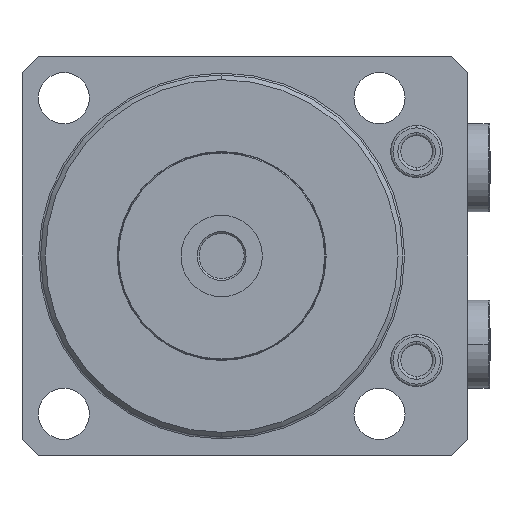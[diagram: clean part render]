
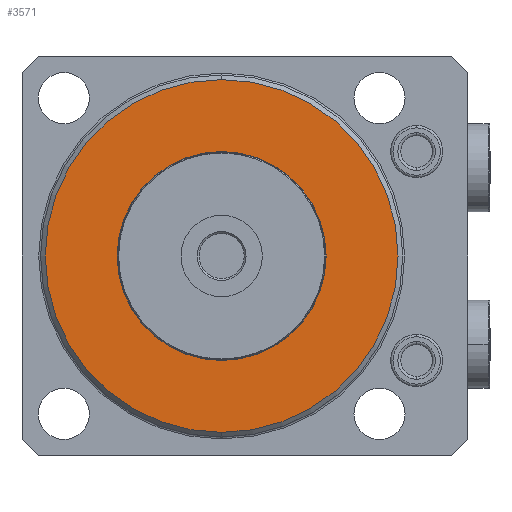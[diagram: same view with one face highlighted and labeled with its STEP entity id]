
A CAD part, front view. The second image highlights one B-rep face of the part: STEP entity #3571.
In plain terms, the highlighted planar face has unit normal (0, -1, 0).
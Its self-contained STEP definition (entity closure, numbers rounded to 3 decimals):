
#119 = CIRCLE ( 'NONE', #10196, 21.5 ) ;
#1222 = VERTEX_POINT ( 'NONE', #6824 ) ;
#1262 = VERTEX_POINT ( 'NONE', #6740 ) ;
#1836 = AXIS2_PLACEMENT_3D ( 'NONE', #8255, #8237, #8231 ) ;
#1928 = AXIS2_PLACEMENT_3D ( 'NONE', #7936, #7935, #7933 ) ;
#1958 = ORIENTED_EDGE ( 'NONE', *, *, #3387, .T. ) ;
#2008 = AXIS2_PLACEMENT_3D ( 'NONE', #7655, #7654, #7650 ) ;
#2009 = AXIS2_PLACEMENT_3D ( 'NONE', #7665, #7657, #7660 ) ;
#2359 = ORIENTED_EDGE ( 'NONE', *, *, #3386, .T. ) ;
#2404 = ORIENTED_EDGE ( 'NONE', *, *, #6064, .T. ) ;
#2442 = ORIENTED_EDGE ( 'NONE', *, *, #3464, .T. ) ;
#3386 = EDGE_CURVE ( 'NONE', #1222, #1262, #5626, .T. ) ;
#3387 = EDGE_CURVE ( 'NONE', #4215, #4209, #5617, .T. ) ;
#3464 = EDGE_CURVE ( 'NONE', #1262, #1222, #5522, .T. ) ;
#3571 = ADVANCED_FACE ( 'NONE', ( #9042, #9036 ), #8239, .F. ) ;
#4209 = VERTEX_POINT ( 'NONE', #5006 ) ;
#4215 = VERTEX_POINT ( 'NONE', #4986 ) ;
#4986 = CARTESIAN_POINT ( 'NONE',  ( 0., -55., -21.5 ) ) ;
#5006 = CARTESIAN_POINT ( 'NONE',  ( 0., -55., 21.5 ) ) ;
#5522 = CIRCLE ( 'NONE', #1928, 38. ) ;
#5617 = CIRCLE ( 'NONE', #2008, 21.5 ) ;
#5626 = CIRCLE ( 'NONE', #2009, 38. ) ;
#6064 = EDGE_CURVE ( 'NONE', #4209, #4215, #119, .T. ) ;
#6740 = CARTESIAN_POINT ( 'NONE',  ( 0., -55., -38. ) ) ;
#6824 = CARTESIAN_POINT ( 'NONE',  ( 0., -55., 38. ) ) ;
#7650 = DIRECTION ( 'NONE',  ( 0., 0., 1. ) ) ;
#7654 = DIRECTION ( 'NONE',  ( 0., 1., 0. ) ) ;
#7655 = CARTESIAN_POINT ( 'NONE',  ( 0., -55., 0. ) ) ;
#7657 = DIRECTION ( 'NONE',  ( 0., -1., 0. ) ) ;
#7660 = DIRECTION ( 'NONE',  ( 0., 0., 1. ) ) ;
#7665 = CARTESIAN_POINT ( 'NONE',  ( 0., -55., 0. ) ) ;
#7933 = DIRECTION ( 'NONE',  ( 0., 0., 1. ) ) ;
#7935 = DIRECTION ( 'NONE',  ( 0., -1., 0. ) ) ;
#7936 = CARTESIAN_POINT ( 'NONE',  ( 0., -55., 0. ) ) ;
#8231 = DIRECTION ( 'NONE',  ( 0., 0., 1. ) ) ;
#8237 = DIRECTION ( 'NONE',  ( 0., 1., 0. ) ) ;
#8239 = PLANE ( 'NONE',  #1836 ) ;
#8255 = CARTESIAN_POINT ( 'NONE',  ( 0., -55., 0. ) ) ;
#9036 = FACE_BOUND ( 'NONE', #10168, .T. ) ;
#9042 = FACE_OUTER_BOUND ( 'NONE', #10167, .T. ) ;
#9715 = DIRECTION ( 'NONE',  ( 0., 0., 1. ) ) ;
#9717 = DIRECTION ( 'NONE',  ( 0., 1., 0. ) ) ;
#9719 = CARTESIAN_POINT ( 'NONE',  ( 0., -55., 0. ) ) ;
#10167 = EDGE_LOOP ( 'NONE', ( #2359, #2442 ) ) ;
#10168 = EDGE_LOOP ( 'NONE', ( #1958, #2404 ) ) ;
#10196 = AXIS2_PLACEMENT_3D ( 'NONE', #9719, #9717, #9715 ) ;
